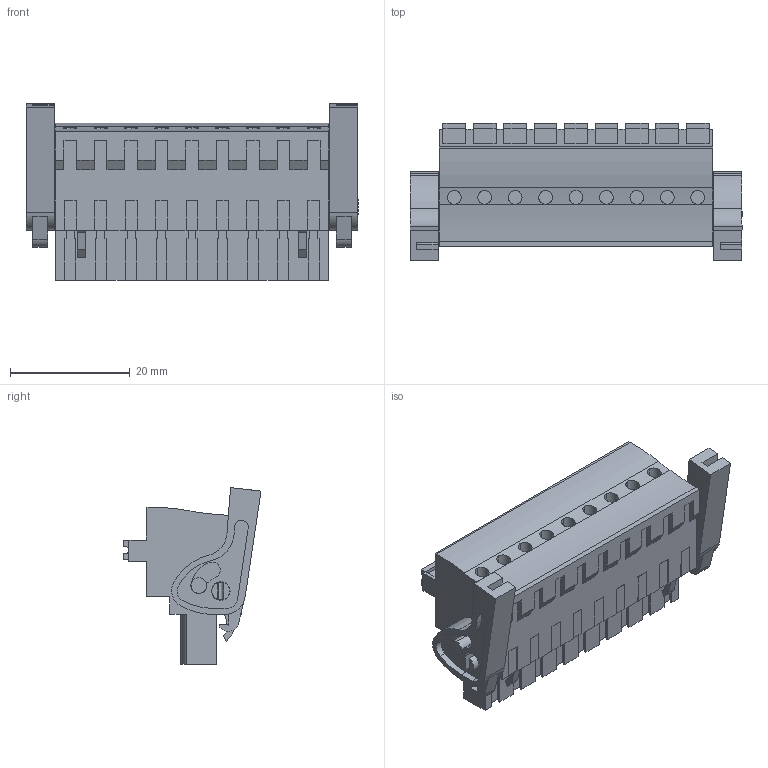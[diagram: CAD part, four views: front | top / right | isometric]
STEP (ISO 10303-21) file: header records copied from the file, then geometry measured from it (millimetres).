
FILE_DESCRIPTION(('CATIA V5 STEP Exchange','CAx-IF Rec.Pracs.--- Model Styling and Organization---1.2---2011-12-15'),'2;1');
FILE_NAME ('D1461198_0_1983150000_1983150000.stp','2017-10-30T15:46:02+00:00',('none'),('Weidmueller'),'CATIA Version 5-6 Release 2014','CATIA V5 STEP AP214','none');
FILE_SCHEMA(('AUTOMOTIVE_DESIGN { 1 0 10303 214 1 1 1 1 }'));
Length unit declared in the file: millimetre
Products named in the file (1): 1983150000
Bounding box: 55.42 x 23.02 x 29.52 mm (x, y, z)
Volume: 14618.3 mm3; surface area: 8514.4 mm2
Topology: 12 solids, 12 shells, 760 faces, 2098 edges, 1410 vertices
Faces by surface type: plane 603, cylinder 157
Entity records: 22087 total; most frequent: ORIENTED_EDGE 4196, CARTESIAN_POINT 4163, DIRECTION 2830, EDGE_CURVE 2098, VECTOR 1760, LINE 1760, VERTEX_POINT 1410, EDGE_LOOP 816
